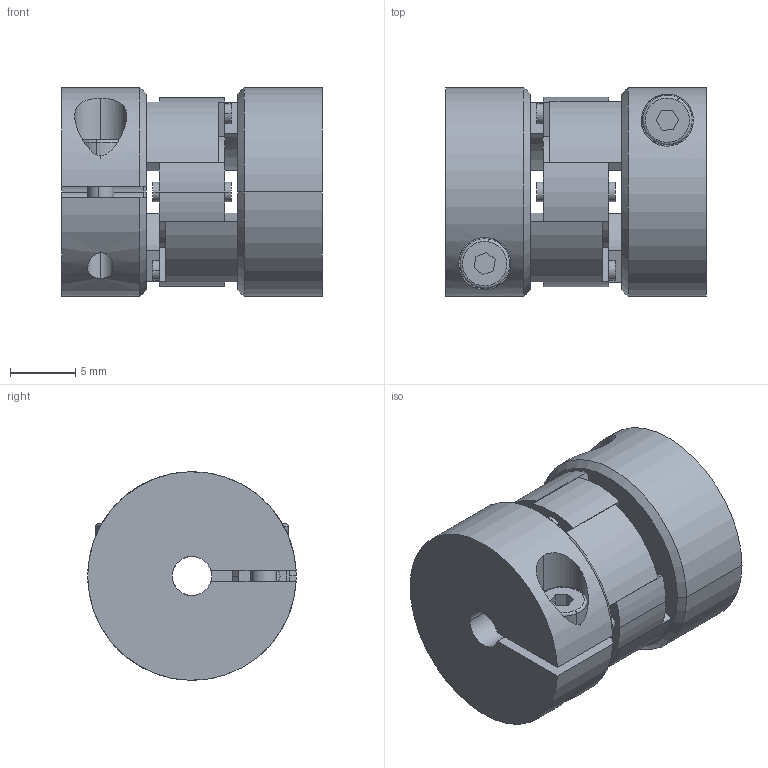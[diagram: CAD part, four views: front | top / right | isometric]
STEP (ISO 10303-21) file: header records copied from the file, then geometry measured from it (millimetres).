
FILE_DESCRIPTION(('STEP AP214'),'1');
FILE_NAME('cctmp_ACE95055-EB67-4C2C-8501-81C401C8FF1D_2023_06_13_11_53_33_0971..stp','2023-06-13T09:53:34',('R+W Antriebselemente GmbH'),('CADClick - www.CADClick.com'),'Spatial InterOp 3D',' ','unknown authorization');
FILE_SCHEMA(('AUTOMOTIVE_DESIGN'));
Length unit declared in the file: millimetre
Products named in the file (6): cc_unnamed; EKL/2/20/A/3/3_4; EKL/2/20/A/3/3_3; EKL/2/20/A/3/3_2; EKL/2/20/A/3/3_1; EKL/2/20/A/3/3
Assembly tree (5 placements, depth 2):
  cc_unnamed
    EKL/2/20/A/3/3_4
    EKL/2/20/A/3/3_3
    EKL/2/20/A/3/3_2
    EKL/2/20/A/3/3_1
    EKL/2/20/A/3/3
Bounding box: 20 x 16 x 15.99 mm (x, y, z)
Volume: 3042.7 mm3; surface area: 2858.6 mm2
Topology: 5 solids, 5 shells, 142 faces, 340 edges, 222 vertices
Faces by surface type: cylinder 64, plane 62, cone 12, torus 4
Entity records: 5659 total; most frequent: CARTESIAN_POINT 910, DIRECTION 772, ORIENTED_EDGE 680, EDGE_CURVE 340, AXIS2_PLACEMENT_3D 296, VERTEX_POINT 222, LINE 180, VECTOR 180
